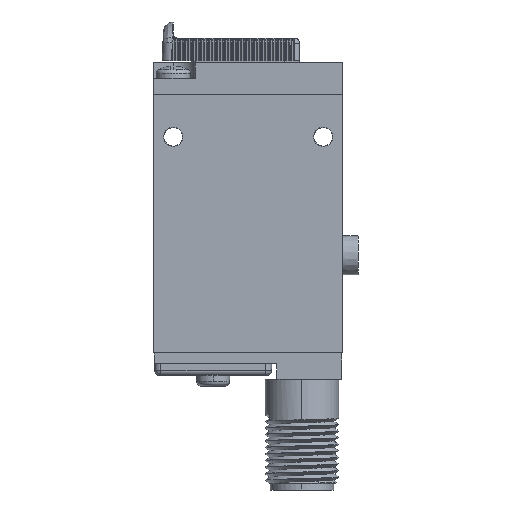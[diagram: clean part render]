
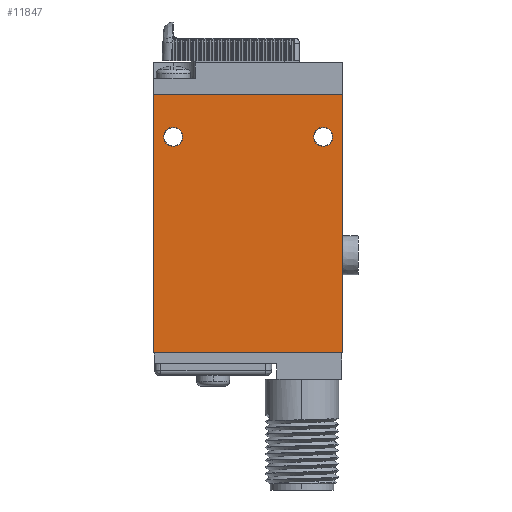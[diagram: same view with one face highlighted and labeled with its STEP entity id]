
A CAD part, left-side view. The second image highlights one B-rep face of the part: STEP entity #11847.
In plain terms, the highlighted planar face has unit normal (-1, 0, 0).
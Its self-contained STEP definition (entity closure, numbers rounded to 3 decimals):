
#1=DIRECTION('',(0.,0.,-1.));
#2=VECTOR('',#1,42.164);
#3=CARTESIAN_POINT('',(-6.02,0.,0.));
#4=LINE('',#3,#2);
#5=DIRECTION('',(0.,1.,0.));
#6=VECTOR('',#5,30.785);
#7=CARTESIAN_POINT('',(-6.02,0.,-42.164));
#8=LINE('',#7,#6);
#9=DIRECTION('',(0.,0.,1.));
#10=VECTOR('',#9,42.164);
#11=CARTESIAN_POINT('',(-6.02,30.785,-42.164));
#12=LINE('',#11,#10);
#13=DIRECTION('',(0.,-1.,0.));
#14=VECTOR('',#13,30.785);
#15=CARTESIAN_POINT('',(-6.02,30.785,0.));
#16=LINE('',#15,#14);
#17=CARTESIAN_POINT('',(-6.02,27.61,-6.985));
#18=DIRECTION('',(1.,0.,0.));
#19=DIRECTION('',(0.,0.,-1.));
#20=AXIS2_PLACEMENT_3D('',#17,#18,#19);
#22=CARTESIAN_POINT('',(-6.02,27.61,-6.985));
#23=DIRECTION('',(1.,0.,0.));
#24=DIRECTION('',(0.,0.,1.));
#25=AXIS2_PLACEMENT_3D('',#22,#23,#24);
#27=CARTESIAN_POINT('',(-6.02,3.175,-6.985));
#28=DIRECTION('',(1.,0.,0.));
#29=DIRECTION('',(0.,0.,-1.));
#30=AXIS2_PLACEMENT_3D('',#27,#28,#29);
#32=CARTESIAN_POINT('',(-6.02,3.175,-6.985));
#33=DIRECTION('',(1.,0.,0.));
#34=DIRECTION('',(0.,0.,1.));
#35=AXIS2_PLACEMENT_3D('',#32,#33,#34);
#10036=CARTESIAN_POINT('',(-6.02,0.,0.));
#10037=CARTESIAN_POINT('',(-6.02,0.,-42.164));
#10038=VERTEX_POINT('',#10036);
#10039=VERTEX_POINT('',#10037);
#10040=CARTESIAN_POINT('',(-6.02,30.785,-42.164));
#10041=VERTEX_POINT('',#10040);
#10042=CARTESIAN_POINT('',(-6.02,30.785,0.));
#10043=VERTEX_POINT('',#10042);
#10052=CARTESIAN_POINT('',(-6.02,27.61,-8.535));
#10053=CARTESIAN_POINT('',(-6.02,27.61,-5.435));
#10054=VERTEX_POINT('',#10052);
#10055=VERTEX_POINT('',#10053);
#10056=CARTESIAN_POINT('',(-6.02,3.175,-8.535));
#10057=CARTESIAN_POINT('',(-6.02,3.175,-5.435));
#10058=VERTEX_POINT('',#10056);
#10059=VERTEX_POINT('',#10057);
#11820=CARTESIAN_POINT('',(-6.02,0.,0.));
#11821=DIRECTION('',(1.,0.,0.));
#11822=DIRECTION('',(0.,0.,-1.));
#11823=AXIS2_PLACEMENT_3D('',#11820,#11821,#11822);
#11824=PLANE('',#11823);
#11826=ORIENTED_EDGE('',*,*,#11825,.T.);
#11828=ORIENTED_EDGE('',*,*,#11827,.T.);
#11830=ORIENTED_EDGE('',*,*,#11829,.T.);
#11832=ORIENTED_EDGE('',*,*,#11831,.T.);
#11833=EDGE_LOOP('',(#11826,#11828,#11830,#11832));
#11834=FACE_OUTER_BOUND('',#11833,.F.);
#11836=ORIENTED_EDGE('',*,*,#11835,.F.);
#11838=ORIENTED_EDGE('',*,*,#11837,.F.);
#11839=EDGE_LOOP('',(#11836,#11838));
#11840=FACE_BOUND('',#11839,.F.);
#11842=ORIENTED_EDGE('',*,*,#11841,.F.);
#11844=ORIENTED_EDGE('',*,*,#11843,.F.);
#11845=EDGE_LOOP('',(#11842,#11844));
#11846=FACE_BOUND('',#11845,.F.);
#11847=ADVANCED_FACE('',(#11834,#11840,#11846),#11824,.F.);
#21=CIRCLE('',#20,1.55);
#26=CIRCLE('',#25,1.55);
#31=CIRCLE('',#30,1.55);
#36=CIRCLE('',#35,1.55);
#11825=EDGE_CURVE('',#10038,#10039,#4,.T.);
#11827=EDGE_CURVE('',#10039,#10041,#8,.T.);
#11829=EDGE_CURVE('',#10041,#10043,#12,.T.);
#11831=EDGE_CURVE('',#10043,#10038,#16,.T.);
#11835=EDGE_CURVE('',#10054,#10055,#21,.T.);
#11837=EDGE_CURVE('',#10055,#10054,#26,.T.);
#11841=EDGE_CURVE('',#10058,#10059,#31,.T.);
#11843=EDGE_CURVE('',#10059,#10058,#36,.T.);
